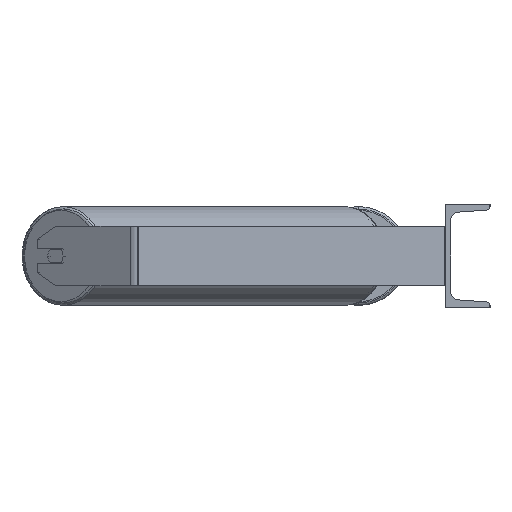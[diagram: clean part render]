
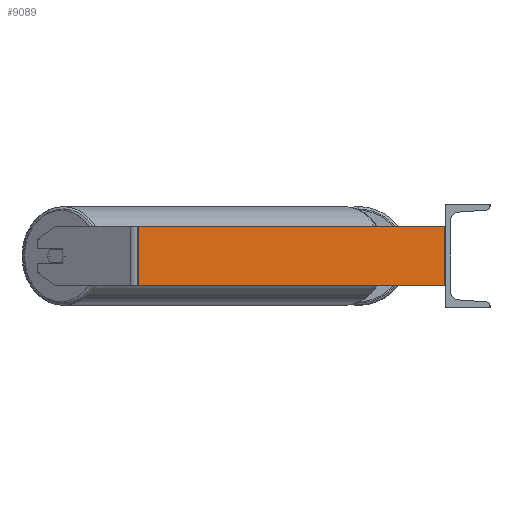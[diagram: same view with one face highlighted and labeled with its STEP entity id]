
A CAD part, left-side view. The second image highlights one B-rep face of the part: STEP entity #9089.
In plain terms, the highlighted planar face has unit normal (-0.996, -0.087, 0).
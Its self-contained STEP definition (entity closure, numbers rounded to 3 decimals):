
#119 = VERTEX_POINT ( 'NONE', #5273 ) ;
#173 = DIRECTION ( 'NONE',  ( 0., 0., -1. ) ) ;
#966 = ORIENTED_EDGE ( 'NONE', *, *, #3232, .F. ) ;
#998 = CARTESIAN_POINT ( 'NONE',  ( -1021.194, 413.694, 40. ) ) ;
#1402 = DIRECTION ( 'NONE',  ( 0.087, -0.996, 0. ) ) ;
#1528 = CARTESIAN_POINT ( 'NONE',  ( -985., 0., 40. ) ) ;
#1973 = VECTOR ( 'NONE', #1402, 1000. ) ;
#2275 = ORIENTED_EDGE ( 'NONE', *, *, #8244, .T. ) ;
#2376 = CARTESIAN_POINT ( 'NONE',  ( -985., 0., -40. ) ) ;
#3060 = CARTESIAN_POINT ( 'NONE',  ( -1021.194, 413.694, -40. ) ) ;
#3232 = EDGE_CURVE ( 'NONE', #6625, #119, #7205, .T. ) ;
#3536 = DIRECTION ( 'NONE',  ( 0., 0., -1. ) ) ;
#3659 = LINE ( 'NONE', #1528, #8777 ) ;
#3777 = PLANE ( 'NONE',  #4235 ) ;
#4235 = AXIS2_PLACEMENT_3D ( 'NONE', #4421, #5875, #5350 ) ;
#4421 = CARTESIAN_POINT ( 'NONE',  ( -1021.701, 419.495, 40. ) ) ;
#4701 = EDGE_CURVE ( 'NONE', #119, #6293, #3659, .T. ) ;
#4826 = EDGE_CURVE ( 'NONE', #8141, #6293, #7739, .T. ) ;
#5273 = CARTESIAN_POINT ( 'NONE',  ( -985., 0., 40. ) ) ;
#5350 = DIRECTION ( 'NONE',  ( -0.087, 0.996, 0. ) ) ;
#5473 = VECTOR ( 'NONE', #6007, 1000. ) ;
#5755 = CARTESIAN_POINT ( 'NONE',  ( -1021.701, 419.495, -40. ) ) ;
#5875 = DIRECTION ( 'NONE',  ( 0.996, 0.087, 0. ) ) ;
#5900 = CARTESIAN_POINT ( 'NONE',  ( -1021.194, 413.694, 40. ) ) ;
#5998 = ORIENTED_EDGE ( 'NONE', *, *, #4826, .T. ) ;
#6007 = DIRECTION ( 'NONE',  ( 0.087, -0.996, 0. ) ) ;
#6220 = EDGE_LOOP ( 'NONE', ( #5998, #8264, #966, #2275 ) ) ;
#6293 = VERTEX_POINT ( 'NONE', #2376 ) ;
#6315 = VECTOR ( 'NONE', #173, 1000. ) ;
#6545 = LINE ( 'NONE', #998, #6315 ) ;
#6625 = VERTEX_POINT ( 'NONE', #5900 ) ;
#7205 = LINE ( 'NONE', #7429, #5473 ) ;
#7429 = CARTESIAN_POINT ( 'NONE',  ( -1021.701, 419.495, 40. ) ) ;
#7739 = LINE ( 'NONE', #5755, #1973 ) ;
#8141 = VERTEX_POINT ( 'NONE', #3060 ) ;
#8244 = EDGE_CURVE ( 'NONE', #6625, #8141, #6545, .T. ) ;
#8264 = ORIENTED_EDGE ( 'NONE', *, *, #4701, .F. ) ;
#8639 = FACE_OUTER_BOUND ( 'NONE', #6220, .T. ) ;
#8777 = VECTOR ( 'NONE', #3536, 1000. ) ;
#9089 = ADVANCED_FACE ( 'NONE', ( #8639 ), #3777, .F. ) ;
